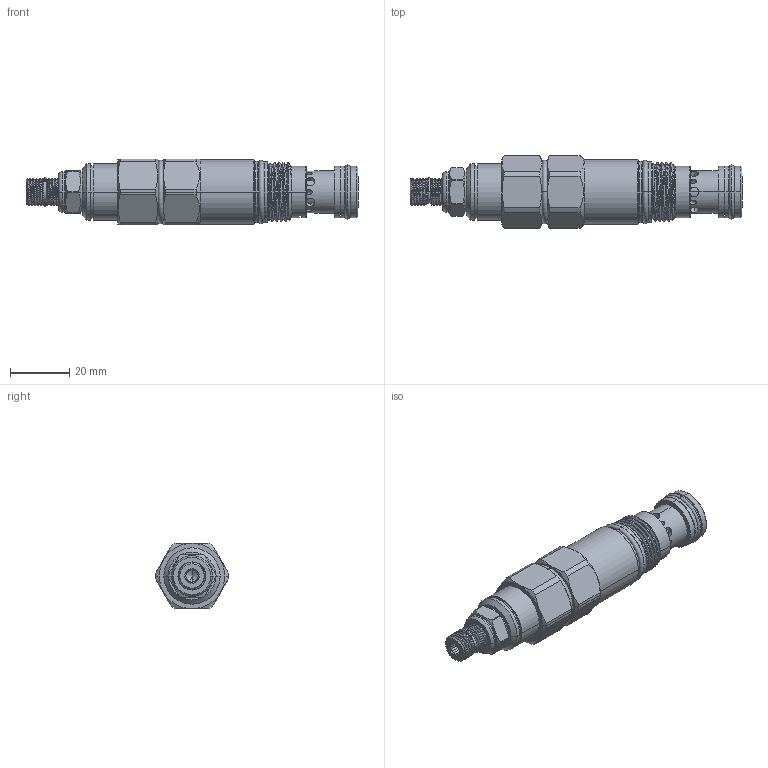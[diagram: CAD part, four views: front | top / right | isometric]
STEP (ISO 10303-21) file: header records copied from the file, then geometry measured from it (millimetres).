
FILE_DESCRIPTION (( 'STEP AP203' ), '1' );
FILE_NAME ('SC13A20-L-1.STEP', '2020-03-25T01:14:52', ( '' ), ( '' ), 'SwSTEP 2.0', 'SolidWorks 2018', '' );
FILE_SCHEMA (( 'CONFIG_CONTROL_DESIGN' ));
Length unit declared in the file: millimetre
Products named in the file (1): SC13A20-L-1
Bounding box: 111.92 x 24.6 x 22.22 mm (x, y, z)
Volume: 31003.8 mm3; surface area: 11113.8 mm2
Topology: 5 solids, 6 shells, 337 faces, 828 edges, 524 vertices
Faces by surface type: cylinder 161, plane 74, cone 49, torus 43, bspline 9, sphere 1
Entity records: 18189 total; most frequent: CARTESIAN_POINT 10450, ORIENTED_EDGE 1648, DIRECTION 1577, EDGE_CURVE 824, AXIS2_PLACEMENT_3D 665, VERTEX_POINT 523, EDGE_LOOP 375, ADVANCED_FACE 337
